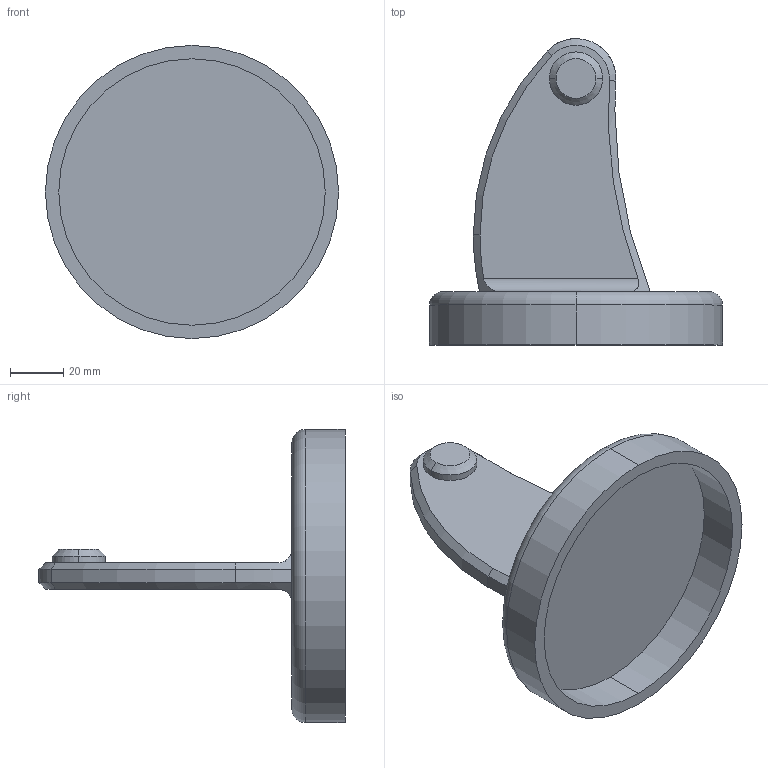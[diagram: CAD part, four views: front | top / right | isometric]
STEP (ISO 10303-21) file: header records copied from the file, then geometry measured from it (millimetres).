
FILE_DESCRIPTION (( 'STEP AP203' ), '1' );
FILE_NAME ('Robot_P2_Default_sldprt.STEP', '2023-12-06T08:17:08', ( '' ), ( '' ), 'SwSTEP 2.0', 'SolidWorks 2023', '' );
FILE_SCHEMA (( 'CONFIG_CONTROL_DESIGN' ));
Length unit declared in the file: millimetre
Products named in the file (1): Robot_P2_Default_sldprt
Bounding box: 110 x 114.99 x 110 mm (x, y, z)
Volume: 115774.9 mm3; surface area: 40152.8 mm2
Topology: 1 solids, 1 shells, 35 faces, 77 edges, 48 vertices
Faces by surface type: cylinder 15, cone 11, plane 7, torus 2
Entity records: 1136 total; most frequent: CARTESIAN_POINT 263, DIRECTION 183, ORIENTED_EDGE 154, AXIS2_PLACEMENT_3D 78, EDGE_CURVE 77, VERTEX_POINT 48, CIRCLE 42, EDGE_LOOP 39
